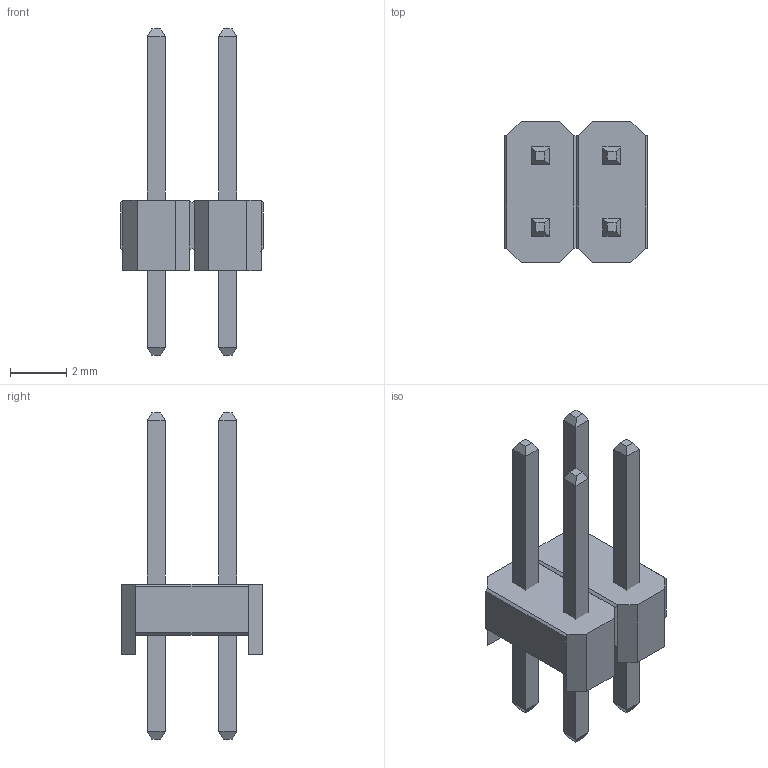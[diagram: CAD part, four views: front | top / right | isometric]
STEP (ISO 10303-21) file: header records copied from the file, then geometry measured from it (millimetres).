
FILE_DESCRIPTION(('STEP AP214'), '1');
FILE_NAME('DS1021-1x5SF11', '2017-07-09T05:27:24', ('Nobody'), (''), 'ASCON STEP Converter 1.3', 'ASCON Math Kernel', '');
FILE_SCHEMA(('AUTOMOTIVE_DESIGN { 1 0 10303 214 3 1 1}'));
Length unit declared in the file: millimetre
Assembly tree (5 placements, depth 2):
  (unnamed)
    (unnamed)
    (unnamed)  x4
Bounding box: 5.08 x 5 x 11.6 mm (x, y, z)
Volume: 64.4 mm3; surface area: 216.8 mm2
Topology: 5 solids, 5 shells, 96 faces, 202 edges, 116 vertices
Faces by surface type: plane 96
Entity records: 2065 total; most frequent: CARTESIAN_POINT 246, DIRECTION 238, ORIENTED_EDGE 236, EDGE_CURVE 118, LINE 118, VECTOR 118, VERTEX_POINT 68, AXIS2_PLACEMENT_3D 60
